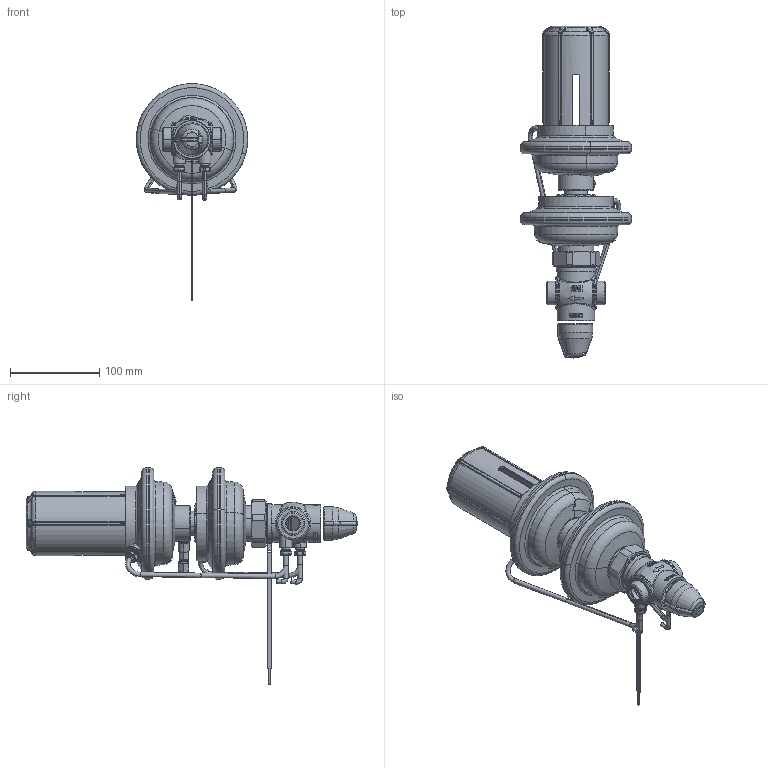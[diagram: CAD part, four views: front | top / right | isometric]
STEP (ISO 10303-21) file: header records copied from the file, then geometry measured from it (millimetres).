
FILE_DESCRIPTION((''),'2;1');
FILE_NAME('003H6922_ASM','2015-03-10T',('u317927'),('Danfoss'),'PRO/ENGINEER BY PARAMETRIC TECHNOLOGY CORPORATION, 2014000','PRO/ENGINEER BY PARAMETRIC TECHNOLOGY CORPORATION, 2014000','');
FILE_SCHEMA(('CONFIG_CONTROL_DESIGN'));
Products named in the file (27): 8883829; 8883846_ASM; 88810780-MODIFIED; 8883816_ASM; 88810790_ZAVIHAN; 8883850_INST; 8883750_D45K_ASM; 8883807_INST; TRATA-MUTTER; D55A-D58A-XS0_2BAR_ASM; 100001376; 8883768_ASM; 8882820; 8883510; 8882954; 8883503; 8882056; 5454300; 8883838; 5211524; 5191729; 8881022; ROHRLEITUNG-OBEN5MM; ROHRLEITUNG-UNTEN5MM; 8883538; 8883539; 003H6922_ASM
Assembly tree (40 placements, depth 4):
  003H6922_ASM
    8883829
    8883846_ASM
    8883768_ASM
      8883750_D45K_ASM
        88810780-MODIFIED
        8883816_ASM
        88810790_ZAVIHAN
        8883850_INST
      D55A-D58A-XS0_2BAR_ASM
        88810780-MODIFIED
        88810790_ZAVIHAN
        8883807_INST
        TRATA-MUTTER
      100001376
    8882820
    8883510
    8882954
    8883503
    8882056  x2
    5454300  x3
    8883838
    5211524  x5
    5191729
    8881022  x4
    ROHRLEITUNG-OBEN5MM  x2
    ROHRLEITUNG-UNTEN5MM  x2
    8883538
    8883539
Bounding box: 124.62 x 371.68 x 242.31 mm (x, y, z)
Volume: 513973.3 mm3; surface area: 312247.8 mm2
Topology: 35 solids, 56 shells, 2651 faces, 6524 edges, 4044 vertices
Faces by surface type: plane 1118, cylinder 566, cone 371, bspline 290, torus 282, sphere 24
Entity records: 73832 total; most frequent: CARTESIAN_POINT 28480, ORIENTED_EDGE 9806, DIRECTION 8785, EDGE_CURVE 4953, AXIS2_PLACEMENT_3D 3558, VERTEX_POINT 3068, EDGE_LOOP 2127, FACE_OUTER_BOUND 1999
